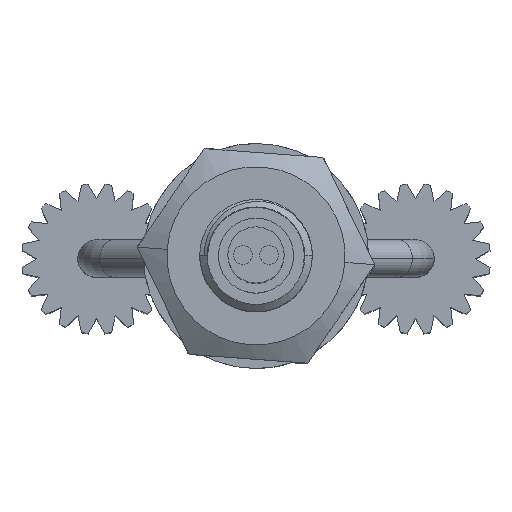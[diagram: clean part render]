
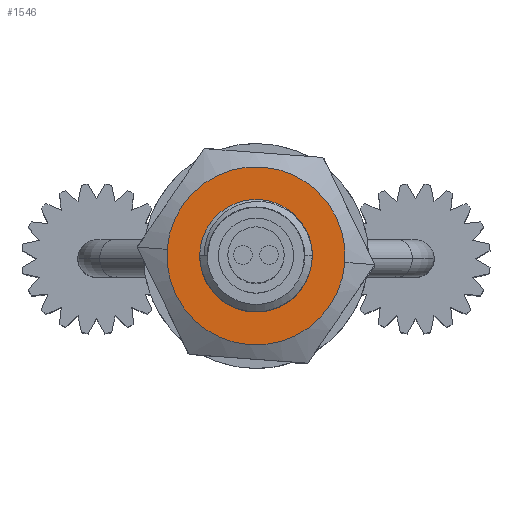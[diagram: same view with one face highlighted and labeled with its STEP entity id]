
A CAD part, top view. The second image highlights one B-rep face of the part: STEP entity #1546.
In plain terms, the highlighted planar face has unit normal (0, 0, 1).
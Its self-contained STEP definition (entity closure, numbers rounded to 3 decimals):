
#755 = AXIS2_PLACEMENT_3D ( 'NONE', #3521, #20340, #3212 ) ;
#1437 = PLANE ( 'NONE',  #5111 ) ;
#1546 = ADVANCED_FACE ( 'NONE', ( #8748, #18829 ), #1437, .F. ) ;
#1870 = EDGE_CURVE ( 'NONE', #21350, #2510, #18093, .T. ) ;
#2510 = VERTEX_POINT ( 'NONE', #11691 ) ;
#3212 = DIRECTION ( 'NONE',  ( -1., 0., 0. ) ) ;
#3521 = CARTESIAN_POINT ( 'NONE',  ( 0., 0., 0. ) ) ;
#3555 = DIRECTION ( 'NONE',  ( -1., 0., 0. ) ) ;
#3985 = CARTESIAN_POINT ( 'NONE',  ( -4.763, -2.75, 0. ) ) ;
#4052 = CARTESIAN_POINT ( 'NONE',  ( 0., 0., 0. ) ) ;
#5111 = AXIS2_PLACEMENT_3D ( 'NONE', #3985, #17994, #3555 ) ;
#7396 = CIRCLE ( 'NONE', #10130, 1.41 ) ;
#7735 = ORIENTED_EDGE ( 'NONE', *, *, #22960, .T. ) ;
#8748 = FACE_BOUND ( 'NONE', #28320, .T. ) ;
#10003 = CARTESIAN_POINT ( 'NONE',  ( -1.41, 0., 0. ) ) ;
#10130 = AXIS2_PLACEMENT_3D ( 'NONE', #27501, #13119, #27917 ) ;
#10542 = DIRECTION ( 'NONE',  ( 0., 0., -1. ) ) ;
#10619 = VERTEX_POINT ( 'NONE', #26458 ) ;
#10642 = CARTESIAN_POINT ( 'NONE',  ( 0., 0., 0. ) ) ;
#11691 = CARTESIAN_POINT ( 'NONE',  ( 1.41, 0., 0. ) ) ;
#11969 = CIRCLE ( 'NONE', #755, 2.375 ) ;
#12102 = ORIENTED_EDGE ( 'NONE', *, *, #1870, .T. ) ;
#13119 = DIRECTION ( 'NONE',  ( 0., 0., -1. ) ) ;
#13862 = DIRECTION ( 'NONE',  ( -1., 0., 0. ) ) ;
#14946 = DIRECTION ( 'NONE',  ( -1., 0., 0. ) ) ;
#15378 = AXIS2_PLACEMENT_3D ( 'NONE', #10642, #10542, #14946 ) ;
#16539 = EDGE_LOOP ( 'NONE', ( #21353, #17448 ) ) ;
#17448 = ORIENTED_EDGE ( 'NONE', *, *, #24730, .F. ) ;
#17875 = CIRCLE ( 'NONE', #15378, 2.375 ) ;
#17994 = DIRECTION ( 'NONE',  ( 0., 0., -1. ) ) ;
#18093 = CIRCLE ( 'NONE', #27691, 1.41 ) ;
#18829 = FACE_OUTER_BOUND ( 'NONE', #16539, .T. ) ;
#20340 = DIRECTION ( 'NONE',  ( 0., 0., -1. ) ) ;
#21350 = VERTEX_POINT ( 'NONE', #10003 ) ;
#21353 = ORIENTED_EDGE ( 'NONE', *, *, #21502, .F. ) ;
#21502 = EDGE_CURVE ( 'NONE', #10619, #23827, #11969, .T. ) ;
#22960 = EDGE_CURVE ( 'NONE', #2510, #21350, #7396, .T. ) ;
#23827 = VERTEX_POINT ( 'NONE', #24711 ) ;
#24711 = CARTESIAN_POINT ( 'NONE',  ( 2.375, 0., 0. ) ) ;
#24730 = EDGE_CURVE ( 'NONE', #23827, #10619, #17875, .T. ) ;
#26458 = CARTESIAN_POINT ( 'NONE',  ( -2.375, 0., 0. ) ) ;
#27501 = CARTESIAN_POINT ( 'NONE',  ( 0., 0., 0. ) ) ;
#27691 = AXIS2_PLACEMENT_3D ( 'NONE', #4052, #28344, #13862 ) ;
#27917 = DIRECTION ( 'NONE',  ( -1., 0., 0. ) ) ;
#28320 = EDGE_LOOP ( 'NONE', ( #7735, #12102 ) ) ;
#28344 = DIRECTION ( 'NONE',  ( 0., 0., -1. ) ) ;
